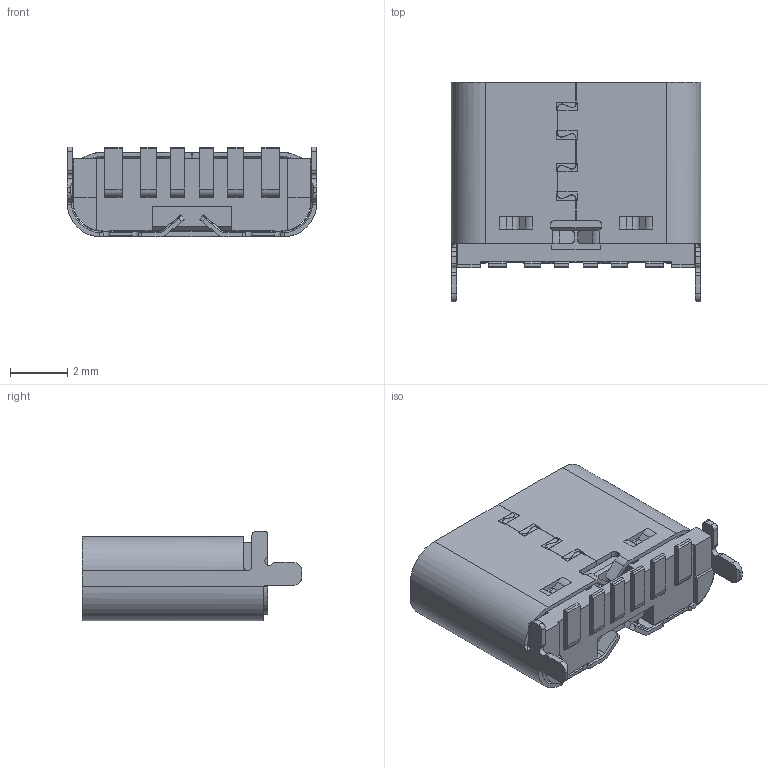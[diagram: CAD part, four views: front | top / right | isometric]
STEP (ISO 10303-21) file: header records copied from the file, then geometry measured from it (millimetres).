
FILE_DESCRIPTION(/* description */ ('STEP AP242','CAx-IF Rec.Pracs.---Representation and Presentation of Product Manufacturing Information (PMI)---4.0---2014-10-13','CAx-IF Rec.Pracs.---3D Tessellated Geometry---0.4---2014-09-14','2;1'),/* implementation_level */ '2;1');
FILE_NAME(/* name */ 'USB4130-GF-C',/* time_stamp */ '2025-09-29T14:35:05+02:00',/* author */ ('License CC BY-ND 4.0'),/* organization */ ('CADENAS'),/* preprocessor_version */ 'ST-DEVELOPER v19.3',/* originating_system */ 'PARTsolutions',/* authorisation */ ' ');
FILE_SCHEMA (('AP242_MANAGED_MODEL_BASED_3D_ENGINEERING_MIM_LF { 1 0 10303 442 1 1 4 }'));
Length unit declared in the file: millimetre
Products named in the file (2): USB4130-GF-C; USB4130-GF-C_PART1
Assembly tree (1 placements, depth 2):
  USB4130-GF-C
    USB4130-GF-C_PART1
Bounding box: 8.74 x 7.7 x 3.15 mm (x, y, z)
Volume: 79.3 mm3; surface area: 412.7 mm2
Topology: 1 solids, 1 shells, 537 faces, 1557 edges, 986 vertices
Faces by surface type: plane 349, cylinder 156, cone 16, bspline 16
Entity records: 21548 total; most frequent: CARTESIAN_POINT 3426, ORIENTED_EDGE 3106, DIRECTION 2943, EDGE_CURVE 1553, LINE 1145, VECTOR 1145, VERTEX_POINT 986, AXIS2_PLACEMENT_3D 899
